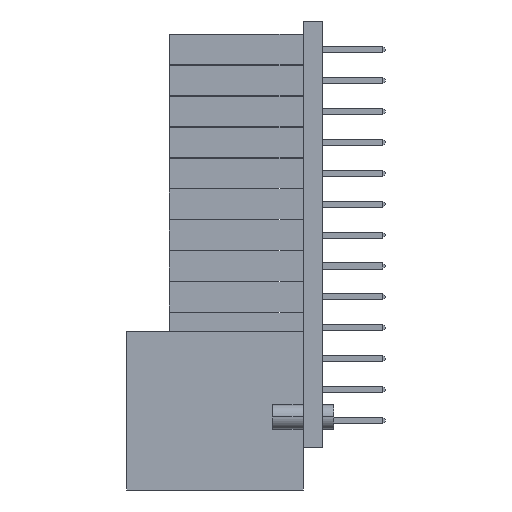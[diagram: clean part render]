
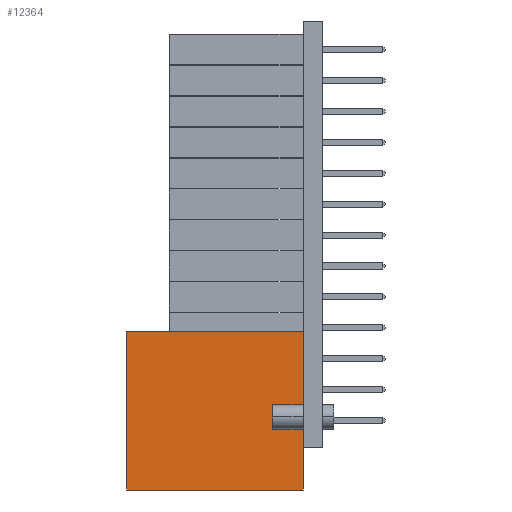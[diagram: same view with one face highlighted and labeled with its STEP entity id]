
A CAD part, left-side view. The second image highlights one B-rep face of the part: STEP entity #12364.
In plain terms, the highlighted planar face has unit normal (-1, 0, 0).
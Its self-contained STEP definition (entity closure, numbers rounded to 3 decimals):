
#169 = EDGE_CURVE ( 'NONE', #20028, #25537, #625, .T. ) ;
#257 = CARTESIAN_POINT ( 'NONE',  ( -8.7, 15.3, -7.96 ) ) ;
#446 = CARTESIAN_POINT ( 'NONE',  ( -8.7, 15.3, -20.96 ) ) ;
#625 = LINE ( 'NONE', #446, #28713 ) ;
#824 = EDGE_CURVE ( 'NONE', #7606, #17672, #25142, .T. ) ;
#1170 = LINE ( 'NONE', #12516, #12265 ) ;
#1484 = DIRECTION ( 'NONE',  ( 0., 0., 1. ) ) ;
#1514 = DIRECTION ( 'NONE',  ( 0., 0., -1. ) ) ;
#2197 = EDGE_CURVE ( 'NONE', #25537, #23343, #24449, .T. ) ;
#2771 = CARTESIAN_POINT ( 'NONE',  ( -8.7, 3.3, -13.96 ) ) ;
#2833 = ORIENTED_EDGE ( 'NONE', *, *, #169, .T. ) ;
#3444 = FACE_OUTER_BOUND ( 'NONE', #28273, .T. ) ;
#4513 = ORIENTED_EDGE ( 'NONE', *, *, #26152, .T. ) ;
#4773 = ORIENTED_EDGE ( 'NONE', *, *, #16470, .T. ) ;
#5018 = LINE ( 'NONE', #14987, #27852 ) ;
#5284 = CARTESIAN_POINT ( 'NONE',  ( -8.7, 8.3, -7.96 ) ) ;
#5295 = CARTESIAN_POINT ( 'NONE',  ( -8.7, 0.8, -20.96 ) ) ;
#5343 = CARTESIAN_POINT ( 'NONE',  ( -8.7, 0.8, -20.96 ) ) ;
#5431 = DIRECTION ( 'NONE',  ( 0., 1., 0. ) ) ;
#6829 = CARTESIAN_POINT ( 'NONE',  ( -8.7, 0.8, -7.96 ) ) ;
#7501 = DIRECTION ( 'NONE',  ( 0., 1., 0. ) ) ;
#7606 = VERTEX_POINT ( 'NONE', #2771 ) ;
#7978 = AXIS2_PLACEMENT_3D ( 'NONE', #5284, #20715, #7501 ) ;
#8065 = ORIENTED_EDGE ( 'NONE', *, *, #18856, .T. ) ;
#8791 = CARTESIAN_POINT ( 'NONE',  ( -8.7, 15.3, -20.96 ) ) ;
#9156 = VECTOR ( 'NONE', #14685, 1000. ) ;
#9625 = PLANE ( 'NONE',  #7978 ) ;
#9721 = DIRECTION ( 'NONE',  ( 0., 0., 1. ) ) ;
#9960 = CARTESIAN_POINT ( 'NONE',  ( -8.7, -1.7, -13.96 ) ) ;
#11445 = VECTOR ( 'NONE', #5431, 1000. ) ;
#11721 = LINE ( 'NONE', #25765, #28714 ) ;
#12007 = CARTESIAN_POINT ( 'NONE',  ( -8.7, -1.7, -15.96 ) ) ;
#12265 = VECTOR ( 'NONE', #1484, 1000. ) ;
#12364 = ADVANCED_FACE ( 'NONE', ( #3444 ), #9625, .T. ) ;
#12464 = CARTESIAN_POINT ( 'NONE',  ( -8.7, 3.3, -7.96 ) ) ;
#12516 = CARTESIAN_POINT ( 'NONE',  ( -8.7, 0.8, -20.96 ) ) ;
#12666 = CARTESIAN_POINT ( 'NONE',  ( -8.7, 0.8, -15.96 ) ) ;
#13075 = CARTESIAN_POINT ( 'NONE',  ( -8.7, 3.3, -15.96 ) ) ;
#14209 = ORIENTED_EDGE ( 'NONE', *, *, #2197, .T. ) ;
#14403 = DIRECTION ( 'NONE',  ( 0., -1., 0. ) ) ;
#14685 = DIRECTION ( 'NONE',  ( 0., 0., 1. ) ) ;
#14883 = ORIENTED_EDGE ( 'NONE', *, *, #824, .T. ) ;
#14987 = CARTESIAN_POINT ( 'NONE',  ( -8.7, 0.8, -7.96 ) ) ;
#15650 = ORIENTED_EDGE ( 'NONE', *, *, #23129, .T. ) ;
#15722 = CARTESIAN_POINT ( 'NONE',  ( -8.7, 0.8, -13.96 ) ) ;
#15846 = DIRECTION ( 'NONE',  ( 0., -1., 0. ) ) ;
#16450 = LINE ( 'NONE', #12464, #9156 ) ;
#16470 = EDGE_CURVE ( 'NONE', #24888, #20580, #5018, .T. ) ;
#17672 = VERTEX_POINT ( 'NONE', #15722 ) ;
#18064 = ORIENTED_EDGE ( 'NONE', *, *, #28474, .T. ) ;
#18856 = EDGE_CURVE ( 'NONE', #21163, #7606, #16450, .T. ) ;
#19256 = VECTOR ( 'NONE', #14403, 1000. ) ;
#20028 = VERTEX_POINT ( 'NONE', #8791 ) ;
#20580 = VERTEX_POINT ( 'NONE', #257 ) ;
#20715 = DIRECTION ( 'NONE',  ( -1., 0., 0. ) ) ;
#20994 = VECTOR ( 'NONE', #9721, 1000. ) ;
#21163 = VERTEX_POINT ( 'NONE', #13075 ) ;
#23129 = EDGE_CURVE ( 'NONE', #23343, #21163, #23877, .T. ) ;
#23343 = VERTEX_POINT ( 'NONE', #12666 ) ;
#23877 = LINE ( 'NONE', #12007, #11445 ) ;
#24449 = LINE ( 'NONE', #5295, #20994 ) ;
#24888 = VERTEX_POINT ( 'NONE', #6829 ) ;
#25142 = LINE ( 'NONE', #9960, #19256 ) ;
#25537 = VERTEX_POINT ( 'NONE', #5343 ) ;
#25765 = CARTESIAN_POINT ( 'NONE',  ( -8.7, 15.3, -7.96 ) ) ;
#26152 = EDGE_CURVE ( 'NONE', #20580, #20028, #11721, .T. ) ;
#27852 = VECTOR ( 'NONE', #28269, 1000. ) ;
#28269 = DIRECTION ( 'NONE',  ( 0., 1., 0. ) ) ;
#28273 = EDGE_LOOP ( 'NONE', ( #8065, #14883, #18064, #4773, #4513, #2833, #14209, #15650 ) ) ;
#28474 = EDGE_CURVE ( 'NONE', #17672, #24888, #1170, .T. ) ;
#28713 = VECTOR ( 'NONE', #15846, 1000. ) ;
#28714 = VECTOR ( 'NONE', #1514, 1000. ) ;
